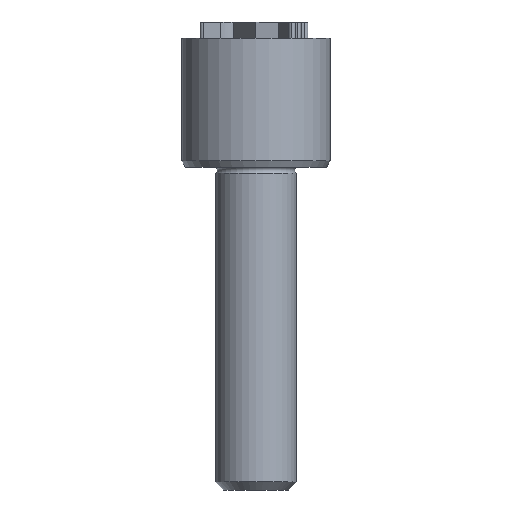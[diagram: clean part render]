
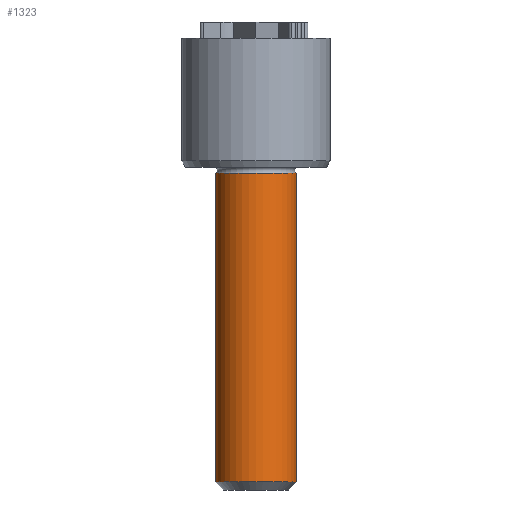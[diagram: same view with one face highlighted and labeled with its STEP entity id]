
A CAD part, front view. The second image highlights one B-rep face of the part: STEP entity #1323.
In plain terms, the highlighted cylindrical face has radius 1.25 mm (diameter 2.5 mm), a full revolution.
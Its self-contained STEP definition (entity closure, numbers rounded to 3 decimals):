
#16=CYLINDRICAL_SURFACE('',#1397,1.25);
#121=CIRCLE('',#1396,1.25);
#122=CIRCLE('',#1398,1.25);
#123=CIRCLE('',#1399,1.25);
#195=FACE_OUTER_BOUND('',#273,.T.);
#273=EDGE_LOOP('',(#1192,#1193,#1194,#1195,#1196));
#397=LINE('',#2370,#517);
#517=VECTOR('',#1624,1.25);
#640=VERTEX_POINT('',#2362);
#641=VERTEX_POINT('',#2366);
#642=VERTEX_POINT('',#2367);
#826=EDGE_CURVE('',#640,#640,#121,.T.);
#828=EDGE_CURVE('',#641,#642,#122,.T.);
#829=EDGE_CURVE('',#642,#641,#123,.T.);
#830=EDGE_CURVE('',#642,#640,#397,.T.);
#1192=ORIENTED_EDGE('',*,*,#828,.F.);
#1193=ORIENTED_EDGE('',*,*,#829,.F.);
#1194=ORIENTED_EDGE('',*,*,#830,.T.);
#1195=ORIENTED_EDGE('',*,*,#826,.T.);
#1196=ORIENTED_EDGE('',*,*,#830,.F.);
#1323=ADVANCED_FACE('',(#195),#16,.T.);
#1396=AXIS2_PLACEMENT_3D('',#2363,#1615,#1616);
#1397=AXIS2_PLACEMENT_3D('',#2365,#1618,#1619);
#1398=AXIS2_PLACEMENT_3D('',#2368,#1620,#1621);
#1399=AXIS2_PLACEMENT_3D('',#2369,#1622,#1623);
#1615=DIRECTION('center_axis',(0.,0.,1.));
#1616=DIRECTION('ref_axis',(0.,-1.,0.));
#1618=DIRECTION('center_axis',(0.,0.,1.));
#1619=DIRECTION('ref_axis',(0.,-1.,0.));
#1620=DIRECTION('center_axis',(0.,0.,1.));
#1621=DIRECTION('ref_axis',(0.,-1.,0.));
#1622=DIRECTION('center_axis',(0.,0.,1.));
#1623=DIRECTION('ref_axis',(0.,-1.,0.));
#1624=DIRECTION('',(0.,0.,-1.));
#2362=CARTESIAN_POINT('',(0.,1.25,-9.75));
#2363=CARTESIAN_POINT('Origin',(0.,0.,-9.75));
#2365=CARTESIAN_POINT('Origin',(0.,0.,-4.968));
#2366=CARTESIAN_POINT('',(-1.25,0.,-0.187));
#2367=CARTESIAN_POINT('',(0.,1.25,-0.187));
#2368=CARTESIAN_POINT('Origin',(0.,0.,-0.187));
#2369=CARTESIAN_POINT('Origin',(0.,0.,-0.187));
#2370=CARTESIAN_POINT('',(0.,1.25,-4.968));
